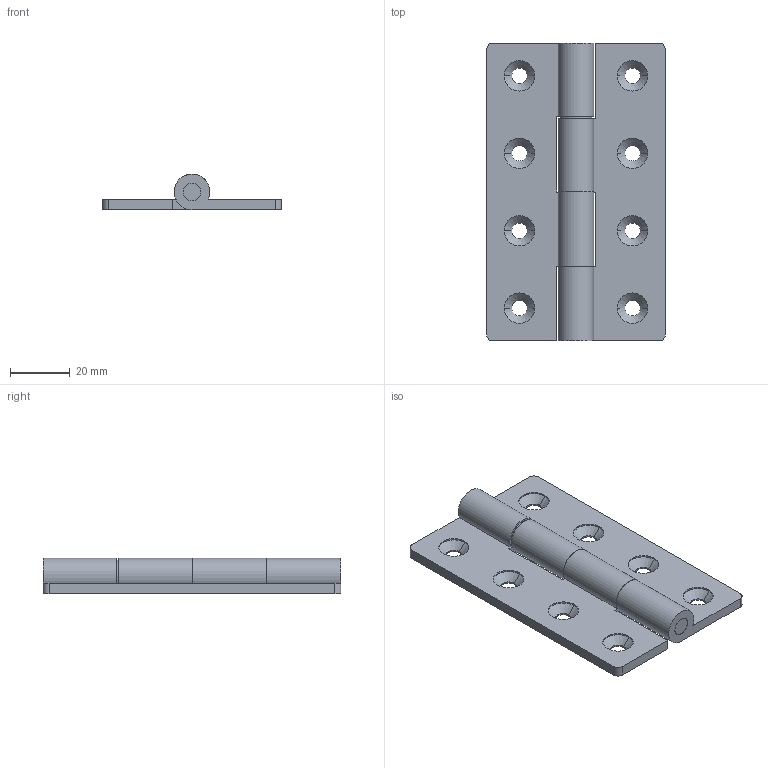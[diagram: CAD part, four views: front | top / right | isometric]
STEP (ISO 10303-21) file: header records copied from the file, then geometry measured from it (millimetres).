
FILE_DESCRIPTION (( 'STEP AP203' ), '1' );
FILE_NAME ('B-78-A-16_.STEP', '2008-09-18T13:30:54', ( ' ' ), ( ' ' ), 'SwSTEP 2.0', 'SolidWorks 2007', '' );
FILE_SCHEMA (( 'CONFIG_CONTROL_DESIGN' ));
Length unit declared in the file: millimetre
Products named in the file (5): B-78-A-16僸儞僕A_岞_棉太倌; B-78-A-16僔儍僼僩_岞_棉太倌; B-78-A-16_; B-78-A-16僸儞僕B_岞_棉太倌; 兂5梡E宍巭傔椫_棉太倌
Assembly tree (4 placements, depth 2):
  B-78-A-16_
    兂5梡E宍巭傔椫_棉太倌
    B-78-A-16僸儞僕A_岞_棉太倌
    B-78-A-16僸儞僕B_岞_棉太倌
    B-78-A-16僔儍僼僩_岞_棉太倌
Bounding box: 60 x 100 x 11.99 mm (x, y, z)
Volume: 27201.4 mm3; surface area: 19310.5 mm2
Topology: 4 solids, 4 shells, 117 faces, 289 edges, 182 vertices
Faces by surface type: cylinder 69, plane 32, cone 16
Entity records: 4056 total; most frequent: DIRECTION 675, CARTESIAN_POINT 595, ORIENTED_EDGE 578, EDGE_CURVE 289, AXIS2_PLACEMENT_3D 262, VERTEX_POINT 182, VECTOR 151, LINE 151
